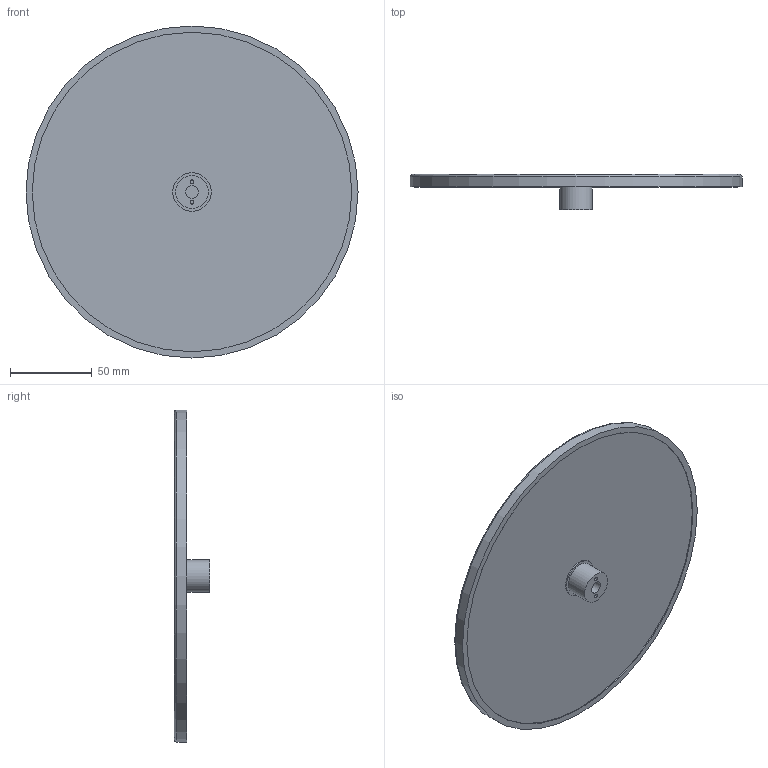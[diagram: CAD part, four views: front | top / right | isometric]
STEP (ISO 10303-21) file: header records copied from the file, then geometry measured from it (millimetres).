
FILE_DESCRIPTION(/* description */ (''),/* implementation_level */ '2;1');
FILE_NAME(/* name */ 'Turntable v15.step',/* time_stamp */ '2023-07-08T10:59:28-05:00',/* author */ (''),/* organization */ (''),/* preprocessor_version */ 'ST-DEVELOPER v19.2',/* originating_system */ 'Autodesk Translation Framework v12.6.0.85',/* authorisation */ '');
FILE_SCHEMA (('AUTOMOTIVE_DESIGN { 1 0 10303 214 3 1 1 }'));
Length unit declared in the file: inch
Products named in the file (1): Turntable
Bounding box: 203.2 x 21.59 x 203.2 mm (x, y, z)
Volume: 235375.2 mm3; surface area: 72025.2 mm2
Topology: 1 solids, 1 shells, 52 faces, 84 edges, 52 vertices
Faces by surface type: plane 20, cylinder 19, cone 12, torus 1
Full cylindrical faces by diameter (mm): 2.286 x2, 7.62 x1, 19.99 x1, 23.546 x1, 50.8 x1, 51.308 x1, 76.2 x1, 76.708 x1, 101.6 x1, 102.108 x1, 127 x1, 127.508 x1, 152.4 x1, 152.908 x1, 177.8 x1, 178.308 x1, 195.58 x1, 203.2 x1
Entity records: 1247 total; most frequent: DIRECTION 243, CARTESIAN_POINT 189, ORIENTED_EDGE 168, AXIS2_PLACEMENT_3D 106, EDGE_CURVE 84, EDGE_LOOP 70, CIRCLE 53, FACE_OUTER_BOUND 52
